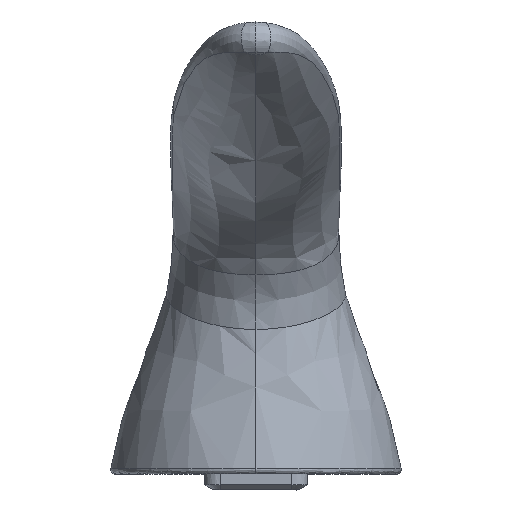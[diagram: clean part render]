
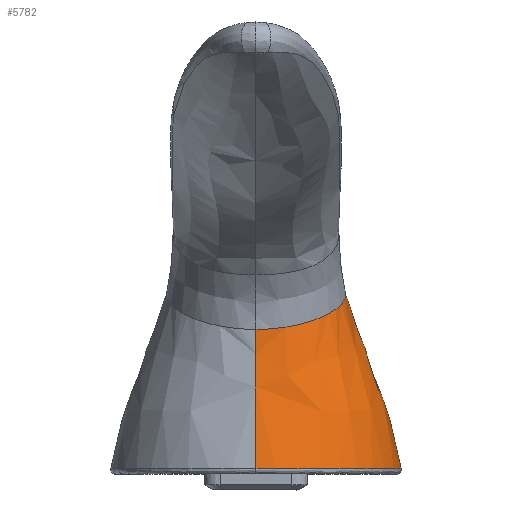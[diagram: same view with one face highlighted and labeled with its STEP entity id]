
A CAD part, top view. The second image highlights one B-rep face of the part: STEP entity #5782.
In plain terms, the highlighted free-form (B-spline) face has degree [3, 3] with [7, 4] control points.
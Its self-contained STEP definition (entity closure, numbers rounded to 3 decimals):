
#140=CARTESIAN_POINT('',(9.031,153.067,10.47));
#165=CARTESIAN_POINT('',(18.404,129.266,13.187));
#167=CARTESIAN_POINT('',(18.404,129.266,13.187));
#168=CARTESIAN_POINT('',(17.328,137.02,13.148));
#169=CARTESIAN_POINT('',(12.853,146.256,12.435));
#170=CARTESIAN_POINT('',(9.031,153.067,10.47));
#431=CARTESIAN_POINT('',(0.,129.264,31.585));
#463=CARTESIAN_POINT('',(0.,146.904,
29.235));
#465=CARTESIAN_POINT('',(0.,146.904,
29.235));
#466=CARTESIAN_POINT('',(0.,142.62,
29.098));
#467=CARTESIAN_POINT('',(0.,137.598,30.423));
#468=CARTESIAN_POINT('',(0.,129.264,31.585));
#672=CARTESIAN_POINT('',(9.126,153.352,10.924));
#674=CARTESIAN_POINT('',(9.126,153.352,10.924));
#675=CARTESIAN_POINT('',(9.777,153.107,12.123));
#676=CARTESIAN_POINT('',(10.851,152.528,14.619));
#677=CARTESIAN_POINT('',(11.51,151.523,18.113));
#678=CARTESIAN_POINT('',(11.223,150.421,21.342));
#679=CARTESIAN_POINT('',(10.1,149.345,24.093));
#680=CARTESIAN_POINT('',(8.279,148.372,26.318));
#681=CARTESIAN_POINT('',(5.9,147.578,27.968));
#682=CARTESIAN_POINT('',(3.102,147.041,28.996));
#683=CARTESIAN_POINT('',(1.049,146.904,29.235));
#684=CARTESIAN_POINT('',(0.,146.904,
29.235));
#1071=CARTESIAN_POINT('',(18.404,129.266,13.187));
#1072=CARTESIAN_POINT('',(18.409,129.263,14.151));
#1073=CARTESIAN_POINT('',(18.264,129.258,16.083));
#1074=CARTESIAN_POINT('',(17.582,129.243,18.948));
#1075=CARTESIAN_POINT('',(16.473,129.24,21.651));
#1076=CARTESIAN_POINT('',(14.925,129.246,24.192));
#1077=CARTESIAN_POINT('',(13.066,129.252,26.362));
#1078=CARTESIAN_POINT('',(10.891,129.243,28.198));
#1079=CARTESIAN_POINT('',(8.4,129.237,29.691));
#1080=CARTESIAN_POINT('',(5.721,129.243,30.769));
#1081=CARTESIAN_POINT('',(2.885,129.258,31.436));
#1082=CARTESIAN_POINT('',(0.961,129.263,31.586));
#1083=CARTESIAN_POINT('',(0.,129.264,31.585));
#1085=CARTESIAN_POINT('',(9.126,153.352,10.924));
#1086=CARTESIAN_POINT('',(9.115,153.321,10.873));
#1087=CARTESIAN_POINT('',(9.095,153.257,10.772));
#1088=CARTESIAN_POINT('',(9.063,153.162,10.621));
#1089=CARTESIAN_POINT('',(9.042,153.099,10.52));
#1090=CARTESIAN_POINT('',(9.031,153.067,10.47));
#2880=VERTEX_POINT('',#140);
#2884=VERTEX_POINT('',#165);
#2918=VERTEX_POINT('',#431);
#2920=VERTEX_POINT('',#463);
#2933=VERTEX_POINT('',#672);
#5745=CARTESIAN_POINT('',(-0.255,147.045,
29.238));
#5746=CARTESIAN_POINT('',(-0.235,142.7,
29.065));
#5747=CARTESIAN_POINT('',(-0.252,137.617,
30.429));
#5748=CARTESIAN_POINT('',(-0.29,129.086,
31.608));
#5749=CARTESIAN_POINT('',(2.645,147.015,29.291));
#5750=CARTESIAN_POINT('',(2.451,142.673,29.114));
#5751=CARTESIAN_POINT('',(2.605,137.638,30.434));
#5752=CARTESIAN_POINT('',(3.001,129.087,31.661));
#5753=CARTESIAN_POINT('',(6.724,147.749,28.019));
#5754=CARTESIAN_POINT('',(5.775,143.317,27.941));
#5755=CARTESIAN_POINT('',(7.311,137.134,30.335));
#5756=CARTESIAN_POINT('',(7.936,129.058,30.403));
#5757=CARTESIAN_POINT('',(10.208,149.505,24.129));
#5758=CARTESIAN_POINT('',(9.638,144.119,25.118));
#5759=CARTESIAN_POINT('',(12.371,136.766,27.043));
#5760=CARTESIAN_POINT('',(13.186,129.036,26.457));
#5761=CARTESIAN_POINT('',(11.967,151.5,19.005));
#5762=CARTESIAN_POINT('',(12.936,145.132,20.826));
#5763=CARTESIAN_POINT('',(16.357,136.585,22.172));
#5764=CARTESIAN_POINT('',(17.153,129.025,21.241));
#5765=CARTESIAN_POINT('',(10.843,152.996,13.89));
#5766=CARTESIAN_POINT('',(13.839,146.124,16.02));
#5767=CARTESIAN_POINT('',(17.685,136.759,16.93));
#5768=CARTESIAN_POINT('',(18.483,129.034,16.313));
#5769=CARTESIAN_POINT('',(8.542,153.735,10.053));
#5770=CARTESIAN_POINT('',(12.532,146.807,12.178));
#5771=CARTESIAN_POINT('',(17.361,137.108,12.918));
#5772=CARTESIAN_POINT('',(18.431,129.053,12.987));
#5773=B_SPLINE_SURFACE_WITH_KNOTS('',3,3,((#5745,#5746,#5747,#5748),(#5749,
#5750,#5751,#5752),(#5753,#5754,#5755,#5756),(#5757,#5758,#5759,#5760),(#5761,
#5762,#5763,#5764),(#5765,#5766,#5767,#5768),(#5769,#5770,#5771,#5772)),
.UNSPECIFIED.,.F.,.F.,.F.,(4,1,1,1,4),(4,4),(-0.01,
0.333,0.5,0.667,1.007),(-0.011,
0.981),.UNSPECIFIED.);
#5775=ORIENTED_EDGE('',*,*,#5774,.T.);
#5776=ORIENTED_EDGE('',*,*,#4117,.F.);
#5777=ORIENTED_EDGE('',*,*,#4634,.F.);
#5778=ORIENTED_EDGE('',*,*,#5737,.T.);
#5779=ORIENTED_EDGE('',*,*,#3652,.F.);
#5780=EDGE_LOOP('',(#5775,#5776,#5777,#5778,#5779));
#5781=FACE_OUTER_BOUND('',#5780,.F.);
#5782=ADVANCED_FACE('',(#5781),#5773,.F.);
#171=B_SPLINE_CURVE_WITH_KNOTS('',3,(#167,#168,#169,#170),.UNSPECIFIED.,.F.,.F.,
(4,4),(0.,1.),.UNSPECIFIED.);
#469=B_SPLINE_CURVE_WITH_KNOTS('',3,(#465,#466,#467,#468),.UNSPECIFIED.,.F.,.F.,
(4,4),(0.,1.),.UNSPECIFIED.);
#685=B_SPLINE_CURVE_WITH_KNOTS('',3,(#674,#675,#676,#677,#678,#679,#680,#681,
#682,#683,#684),.UNSPECIFIED.,.F.,.F.,(4,1,1,1,1,1,1,1,4),(0.,
0.11,0.237,0.364,0.491,
0.618,0.746,0.873,1.),.UNSPECIFIED.);
#1084=B_SPLINE_CURVE_WITH_KNOTS('',3,(#1071,#1072,#1073,#1074,#1075,#1076,#1077,
#1078,#1079,#1080,#1081,#1082,#1083),.UNSPECIFIED.,.F.,.F.,(4,1,1,1,1,1,1,1,1,1,
4),(0.,0.1,0.2,0.3,0.4,0.5,0.6,0.7,0.8,0.9,1.),
.UNSPECIFIED.);
#1091=B_SPLINE_CURVE_WITH_KNOTS('',3,(#1085,#1086,#1087,#1088,#1089,#1090),
.UNSPECIFIED.,.F.,.F.,(4,1,1,4),(0.,0.333,0.667,1.),
.UNSPECIFIED.);
#3652=EDGE_CURVE('',#2884,#2880,#171,.T.);
#4117=EDGE_CURVE('',#2920,#2918,#469,.T.);
#4634=EDGE_CURVE('',#2933,#2920,#685,.T.);
#5737=EDGE_CURVE('',#2933,#2880,#1091,.T.);
#5774=EDGE_CURVE('',#2884,#2918,#1084,.T.);
